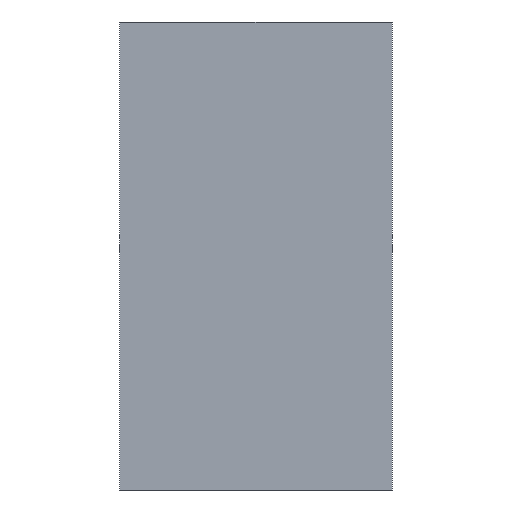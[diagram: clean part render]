
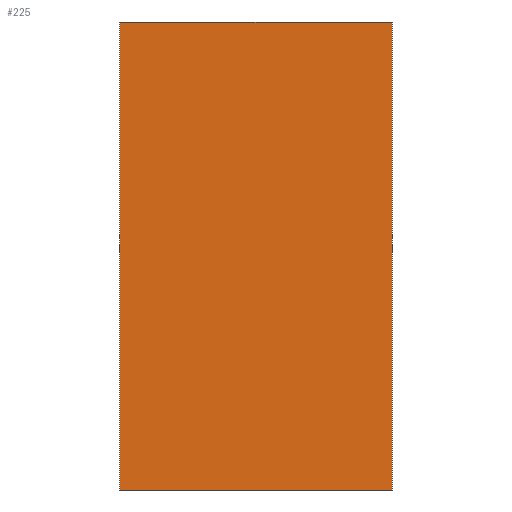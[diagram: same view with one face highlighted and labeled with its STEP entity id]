
A CAD part, left-side view. The second image highlights one B-rep face of the part: STEP entity #225.
In plain terms, the highlighted planar face has unit normal (-1, 0, 0).
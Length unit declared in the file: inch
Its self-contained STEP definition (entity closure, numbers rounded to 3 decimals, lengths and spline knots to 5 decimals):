
#4 = VECTOR ( 'NONE', #150, 39.37008 ) ;
#24 = VERTEX_POINT ( 'NONE', #250 ) ;
#32 = VECTOR ( 'NONE', #59, 39.37008 ) ;
#34 = ORIENTED_EDGE ( 'NONE', *, *, #183, .F. ) ;
#35 = CARTESIAN_POINT ( 'NONE',  ( 0.16142, 0.14961, -0.10236 ) ) ;
#51 = ORIENTED_EDGE ( 'NONE', *, *, #163, .F. ) ;
#54 = VECTOR ( 'NONE', #314, 39.37008 ) ;
#58 = DIRECTION ( 'NONE',  ( -1., 0., 0. ) ) ;
#59 = DIRECTION ( 'NONE',  ( 0., 0., 1. ) ) ;
#60 = LINE ( 'NONE', #267, #32 ) ;
#68 = LINE ( 'NONE', #194, #4 ) ;
#75 = AXIS2_PLACEMENT_3D ( 'NONE', #196, #58, #224 ) ;
#76 = CARTESIAN_POINT ( 'NONE',  ( 0.16142, 0.14961, 0.11417 ) ) ;
#80 = EDGE_CURVE ( 'NONE', #286, #24, #251, .T. ) ;
#102 = VERTEX_POINT ( 'NONE', #76 ) ;
#108 = CARTESIAN_POINT ( 'NONE',  ( 0.16142, 0.14961, 0.11417 ) ) ;
#147 = PLANE ( 'NONE',  #75 ) ;
#150 = DIRECTION ( 'NONE',  ( 0., 0., 1. ) ) ;
#162 = ORIENTED_EDGE ( 'NONE', *, *, #80, .T. ) ;
#163 = EDGE_CURVE ( 'NONE', #102, #235, #205, .T. ) ;
#169 = EDGE_CURVE ( 'NONE', #24, #235, #60, .T. ) ;
#181 = CARTESIAN_POINT ( 'NONE',  ( 0.16142, 0.02362, 0.11417 ) ) ;
#183 = EDGE_CURVE ( 'NONE', #286, #102, #68, .T. ) ;
#186 = FACE_OUTER_BOUND ( 'NONE', #187, .T. ) ;
#187 = EDGE_LOOP ( 'NONE', ( #162, #300, #51, #34 ) ) ;
#194 = CARTESIAN_POINT ( 'NONE',  ( 0.16142, 0.14961, -0.10236 ) ) ;
#196 = CARTESIAN_POINT ( 'NONE',  ( 0.16142, 0.14961, -0.10236 ) ) ;
#205 = LINE ( 'NONE', #108, #54 ) ;
#210 = CARTESIAN_POINT ( 'NONE',  ( 0.16142, 0.14961, -0.10236 ) ) ;
#224 = DIRECTION ( 'NONE',  ( 0., -1., 0. ) ) ;
#225 = ADVANCED_FACE ( 'NONE', ( #186 ), #147, .T. ) ;
#235 = VERTEX_POINT ( 'NONE', #181 ) ;
#248 = DIRECTION ( 'NONE',  ( 0., -1., 0. ) ) ;
#250 = CARTESIAN_POINT ( 'NONE',  ( 0.16142, 0.02362, -0.10236 ) ) ;
#251 = LINE ( 'NONE', #35, #269 ) ;
#267 = CARTESIAN_POINT ( 'NONE',  ( 0.16142, 0.02362, -0.10236 ) ) ;
#269 = VECTOR ( 'NONE', #248, 39.37008 ) ;
#286 = VERTEX_POINT ( 'NONE', #210 ) ;
#300 = ORIENTED_EDGE ( 'NONE', *, *, #169, .T. ) ;
#314 = DIRECTION ( 'NONE',  ( 0., -1., 0. ) ) ;
